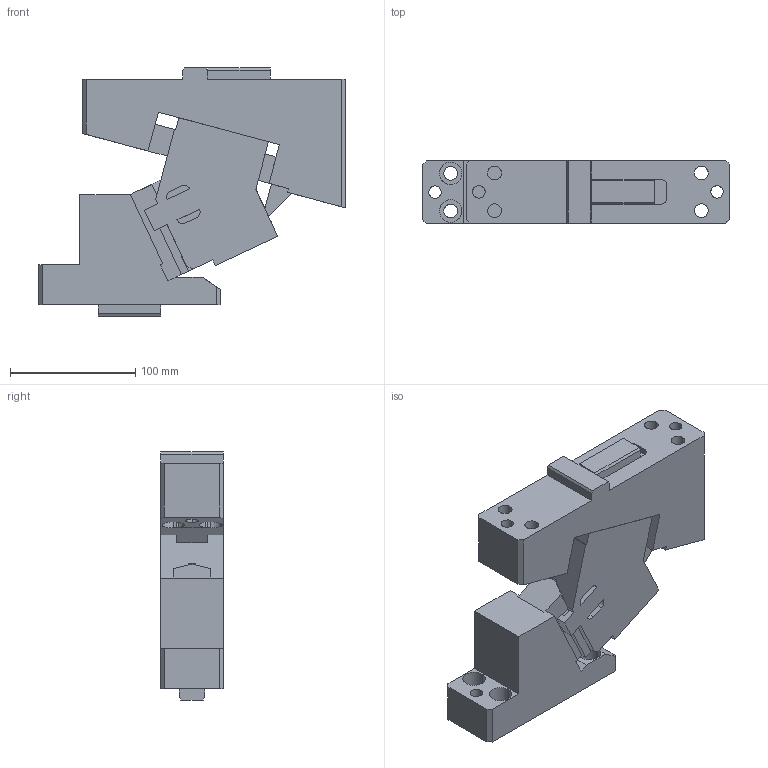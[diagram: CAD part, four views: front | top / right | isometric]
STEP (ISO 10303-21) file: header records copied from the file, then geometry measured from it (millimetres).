
FILE_DESCRIPTION(('CATIA V5 STEP Exchange'),'2;1');
FILE_NAME('CACG_50_65.stp','2015-04-21T14:45:11+00:00',('none'),('none'),'CATIA Version 5 Release 19 SP 2 (IN-10)','CATIA V5 STEP AP203','none');
FILE_SCHEMA(('CONFIG_CONTROL_DESIGN'));
Length unit declared in the file: millimetre
Products named in the file (1): CACG_50_65
Bounding box: 245 x 50 x 198 mm (x, y, z)
Volume: 1296953.6 mm3; surface area: 186125.2 mm2
Topology: 3 solids, 6 shells, 262 faces, 749 edges, 505 vertices
Faces by surface type: plane 171, cylinder 91
Entity records: 9794 total; most frequent: CARTESIAN_POINT 3326, ORIENTED_EDGE 1498, DIRECTION 1027, EDGE_CURVE 749, VECTOR 553, LINE 553, VERTEX_POINT 505, EDGE_LOOP 296
